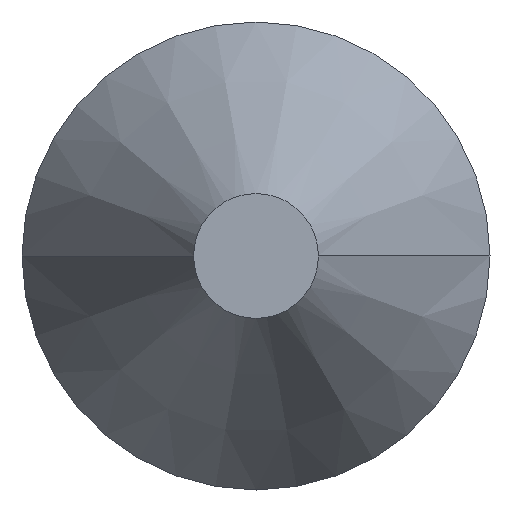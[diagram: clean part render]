
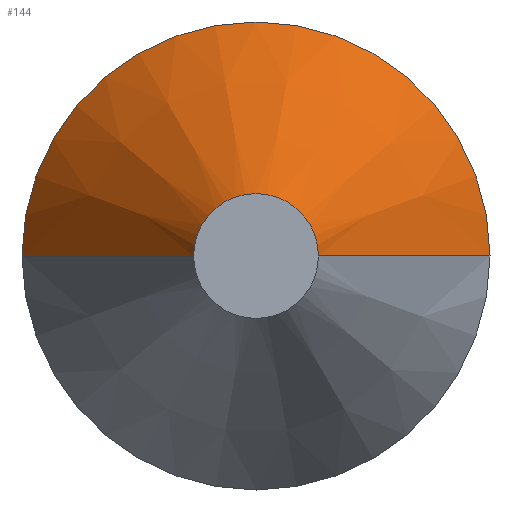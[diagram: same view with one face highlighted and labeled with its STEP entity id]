
A CAD part, front view. The second image highlights one B-rep face of the part: STEP entity #144.
In plain terms, the highlighted conical face has half-angle 30 degrees and reference radius 0.635 mm.
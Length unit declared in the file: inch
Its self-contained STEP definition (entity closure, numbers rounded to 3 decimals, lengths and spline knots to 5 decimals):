
#20 = DIRECTION ( 'NONE',  ( 0., 1., 0. ) ) ;
#32 = ORIENTED_EDGE ( 'NONE', *, *, #245, .T. ) ;
#35 = VERTEX_POINT ( 'NONE', #229 ) ;
#37 = DIRECTION ( 'NONE',  ( 0., -1., 0. ) ) ;
#38 = ORIENTED_EDGE ( 'NONE', *, *, #43, .T. ) ;
#43 = EDGE_CURVE ( 'NONE', #239, #196, #65, .T. ) ;
#48 = FACE_OUTER_BOUND ( 'NONE', #58, .T. ) ;
#58 = EDGE_LOOP ( 'NONE', ( #190, #38, #32, #176 ) ) ;
#65 = LINE ( 'NONE', #182, #161 ) ;
#75 = CARTESIAN_POINT ( 'NONE',  ( -0.025, 0., 0. ) ) ;
#102 = VERTEX_POINT ( 'NONE', #158 ) ;
#108 = DIRECTION ( 'NONE',  ( -0.5, 0.866, 0. ) ) ;
#119 = CIRCLE ( 'NONE', #300, 0.025 ) ;
#122 = DIRECTION ( 'NONE',  ( 0.5, 0.866, 0. ) ) ;
#144 = ADVANCED_FACE ( 'NONE', ( #48 ), #305, .T. ) ;
#148 = DIRECTION ( 'NONE',  ( 0., -1., 0. ) ) ;
#158 = CARTESIAN_POINT ( 'NONE',  ( -0.09375, 0.11908, 0. ) ) ;
#161 = VECTOR ( 'NONE', #122, 39.37008 ) ;
#162 = DIRECTION ( 'NONE',  ( -1., 0., 0. ) ) ;
#167 = AXIS2_PLACEMENT_3D ( 'NONE', #177, #148, #209 ) ;
#176 = ORIENTED_EDGE ( 'NONE', *, *, #183, .F. ) ;
#177 = CARTESIAN_POINT ( 'NONE',  ( 0., 0.11908, 0. ) ) ;
#182 = CARTESIAN_POINT ( 'NONE',  ( 0.025, 0., 0. ) ) ;
#183 = EDGE_CURVE ( 'NONE', #35, #102, #186, .T. ) ;
#186 = LINE ( 'NONE', #75, #265 ) ;
#189 = EDGE_CURVE ( 'NONE', #239, #35, #119, .T. ) ;
#190 = ORIENTED_EDGE ( 'NONE', *, *, #189, .F. ) ;
#192 = CIRCLE ( 'NONE', #167, 0.09375 ) ;
#196 = VERTEX_POINT ( 'NONE', #299 ) ;
#209 = DIRECTION ( 'NONE',  ( 1., 0., 0. ) ) ;
#229 = CARTESIAN_POINT ( 'NONE',  ( -0.025, 0., 0. ) ) ;
#231 = CARTESIAN_POINT ( 'NONE',  ( 0.025, 0., 0. ) ) ;
#239 = VERTEX_POINT ( 'NONE', #231 ) ;
#245 = EDGE_CURVE ( 'NONE', #196, #102, #192, .T. ) ;
#254 = CARTESIAN_POINT ( 'NONE',  ( 0., 0., 0. ) ) ;
#265 = VECTOR ( 'NONE', #108, 39.37008 ) ;
#270 = CARTESIAN_POINT ( 'NONE',  ( 0., 0., 0. ) ) ;
#275 = DIRECTION ( 'NONE',  ( 1., 0., 0. ) ) ;
#284 = AXIS2_PLACEMENT_3D ( 'NONE', #254, #20, #162 ) ;
#299 = CARTESIAN_POINT ( 'NONE',  ( 0.09375, 0.11908, 0. ) ) ;
#300 = AXIS2_PLACEMENT_3D ( 'NONE', #270, #37, #275 ) ;
#305 = CONICAL_SURFACE ( 'NONE', #284, 0.025, 0.524 ) ;
